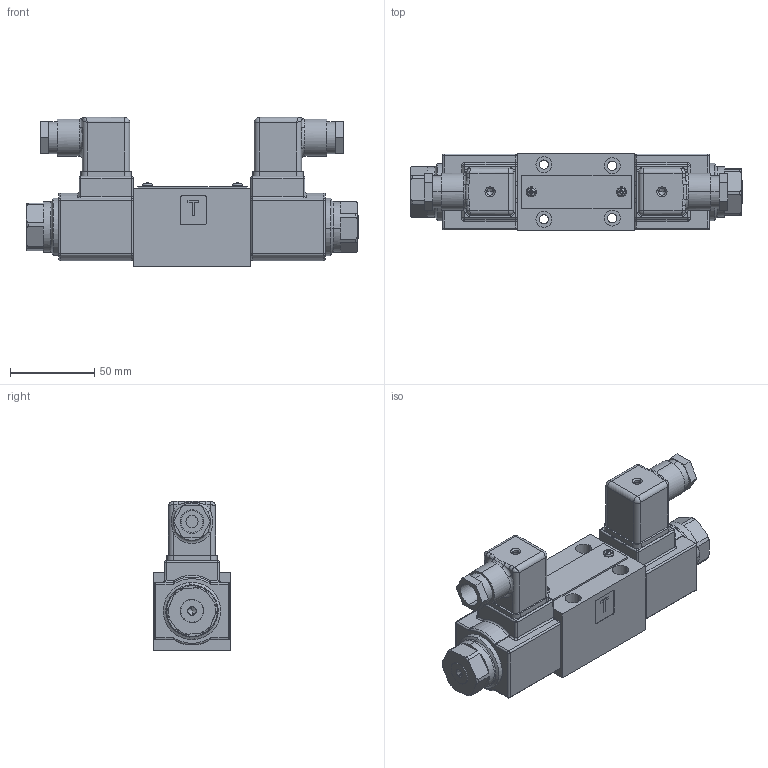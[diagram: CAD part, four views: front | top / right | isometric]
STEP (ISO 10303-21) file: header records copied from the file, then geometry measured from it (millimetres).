
FILE_DESCRIPTION (( 'STEP AP214' ), '1' );
FILE_NAME ('DSG-01-3Cx-AC-70-DIN TYPE.STEP', '2021-12-17T07:07:43', ( '' ), ( '' ), 'SwSTEP 2.0', 'SolidWorks 2019', '' );
FILE_SCHEMA (( 'AUTOMOTIVE_DESIGN' ));
Length unit declared in the file: millimetre
Products named in the file (10): DSG-01-3Cx-D24-70 CASTING; DSG-01-2Bx-AC-DIN.STEP; NAME PLATE; DSG-01-2Bx-NUT.STEP; DSG-01-3Cx-AC-70-DIN TYPE; DSG-01-2Bx-D24-70(2)^DSG-01-2Bx-AC-70-DIN.STEP; Copy of Copy of AS 1427 Z - Metric M3 x 8-0^DSG-01-3Cx-AC-70-DIN TYPE; oringa012^DSG-01-2Bx-D24-70(2)_DSG-01-2Bx-AC-70-DIN.STEP; DSG-01-3Cx-AC-70-DIN TYPE.STEP; Copy of Copy (2) of Din Connector-0711-R2^DSG-01-3Cx-AC-70-DIN TYPE
Assembly tree (16 placements, depth 4):
  DSG-01-3Cx-AC-70-DIN TYPE
    DSG-01-3Cx-AC-70-DIN TYPE.STEP
      DSG-01-2Bx-D24-70(2)^DSG-01-2Bx-AC-70-DIN.STEP
        oringa012^DSG-01-2Bx-D24-70(2)_DSG-01-2Bx-AC-70-DIN.STEP  x4
      DSG-01-2Bx-AC-DIN.STEP  x2
      DSG-01-2Bx-NUT.STEP  x2
    DSG-01-3Cx-D24-70 CASTING
    NAME PLATE
    Copy of Copy of AS 1427 Z - Metric M3 x 8-0^DSG-01-3Cx-AC-70-DIN TYPE  x2
    Copy of Copy (2) of Din Connector-0711-R2^DSG-01-3Cx-AC-70-DIN TYPE  x2
Bounding box: 197 x 46 x 88.5 mm (x, y, z)
Volume: 361708.7 mm3; surface area: 91922.2 mm2
Topology: 20 solids, 20 shells, 756 faces, 1840 edges, 1103 vertices
Faces by surface type: plane 264, cylinder 214, bspline 124, cone 62, torus 56, sphere 36
Entity records: 16953 total; most frequent: CARTESIAN_POINT 6086, ORIENTED_EDGE 2142, DIRECTION 2049, EDGE_CURVE 1071, AXIS2_PLACEMENT_3D 785, VERTEX_POINT 674, EDGE_LOOP 521, VECTOR 479
